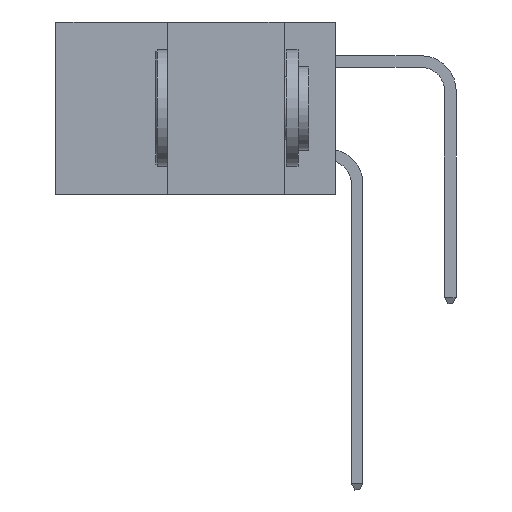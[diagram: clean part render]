
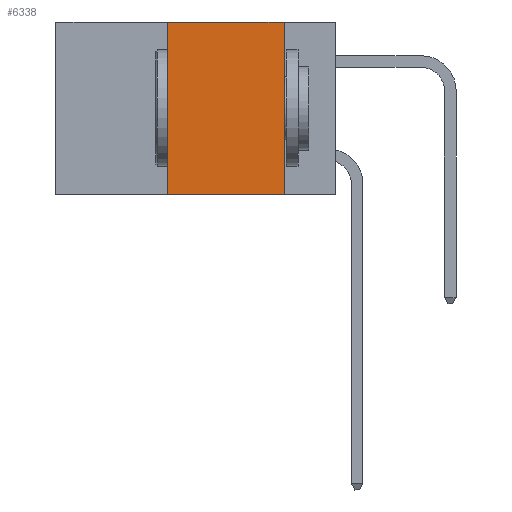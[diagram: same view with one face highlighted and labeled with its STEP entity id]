
A CAD part, left-side view. The second image highlights one B-rep face of the part: STEP entity #6338.
In plain terms, the highlighted planar face has unit normal (-1, 0, 0).
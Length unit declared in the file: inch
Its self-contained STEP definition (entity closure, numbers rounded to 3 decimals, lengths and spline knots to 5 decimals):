
#249 = DIRECTION ( 'NONE',  ( 0., -1., 0. ) ) ;
#874 = CARTESIAN_POINT ( 'NONE',  ( 0., 0.11, -0.37 ) ) ;
#892 = CARTESIAN_POINT ( 'NONE',  ( 0., 0.11, 0. ) ) ;
#1697 = DIRECTION ( 'NONE',  ( 0., 0., -1. ) ) ;
#1715 = CARTESIAN_POINT ( 'NONE',  ( 0., 0.11, 0. ) ) ;
#2340 = DIRECTION ( 'NONE',  ( 1., 0., 0. ) ) ;
#2409 = DIRECTION ( 'NONE',  ( 0., 0., -1. ) ) ;
#3766 = DIRECTION ( 'NONE',  ( 0., 0., 1. ) ) ;
#5923 = CARTESIAN_POINT ( 'NONE',  ( 0., 0.6, 0. ) ) ;
#6338 = ADVANCED_FACE ( 'NONE', ( #10701 ), #14987, .F. ) ;
#6868 = VERTEX_POINT ( 'NONE', #14757 ) ;
#6898 = VECTOR ( 'NONE', #13261, 39.37008 ) ;
#6992 = EDGE_CURVE ( 'NONE', #6868, #9777, #11152, .T. ) ;
#7324 = LINE ( 'NONE', #15289, #9980 ) ;
#7566 = CARTESIAN_POINT ( 'NONE',  ( 0., 0.6, -0.37 ) ) ;
#9277 = LINE ( 'NONE', #892, #15754 ) ;
#9438 = EDGE_LOOP ( 'NONE', ( #16454, #14748, #11542, #11455 ) ) ;
#9777 = VERTEX_POINT ( 'NONE', #874 ) ;
#9980 = VECTOR ( 'NONE', #3766, 39.37008 ) ;
#10060 = EDGE_CURVE ( 'NONE', #14361, #9777, #9277, .T. ) ;
#10119 = VERTEX_POINT ( 'NONE', #12855 ) ;
#10701 = FACE_OUTER_BOUND ( 'NONE', #9438, .T. ) ;
#11152 = LINE ( 'NONE', #7566, #6898 ) ;
#11455 = ORIENTED_EDGE ( 'NONE', *, *, #6992, .T. ) ;
#11542 = ORIENTED_EDGE ( 'NONE', *, *, #14705, .F. ) ;
#12786 = AXIS2_PLACEMENT_3D ( 'NONE', #13751, #2340, #2409 ) ;
#12855 = CARTESIAN_POINT ( 'NONE',  ( 0., 0.36, 0. ) ) ;
#13261 = DIRECTION ( 'NONE',  ( 0., -1., 0. ) ) ;
#13704 = EDGE_CURVE ( 'NONE', #10119, #14361, #13848, .T. ) ;
#13751 = CARTESIAN_POINT ( 'NONE',  ( 0., 0.6, 0. ) ) ;
#13848 = LINE ( 'NONE', #5923, #18055 ) ;
#14361 = VERTEX_POINT ( 'NONE', #1715 ) ;
#14705 = EDGE_CURVE ( 'NONE', #6868, #10119, #7324, .T. ) ;
#14748 = ORIENTED_EDGE ( 'NONE', *, *, #13704, .F. ) ;
#14757 = CARTESIAN_POINT ( 'NONE',  ( 0., 0.36, -0.37 ) ) ;
#14987 = PLANE ( 'NONE',  #12786 ) ;
#15289 = CARTESIAN_POINT ( 'NONE',  ( 0., 0.36, 0. ) ) ;
#15754 = VECTOR ( 'NONE', #1697, 39.37008 ) ;
#16454 = ORIENTED_EDGE ( 'NONE', *, *, #10060, .F. ) ;
#18055 = VECTOR ( 'NONE', #249, 39.37008 ) ;
